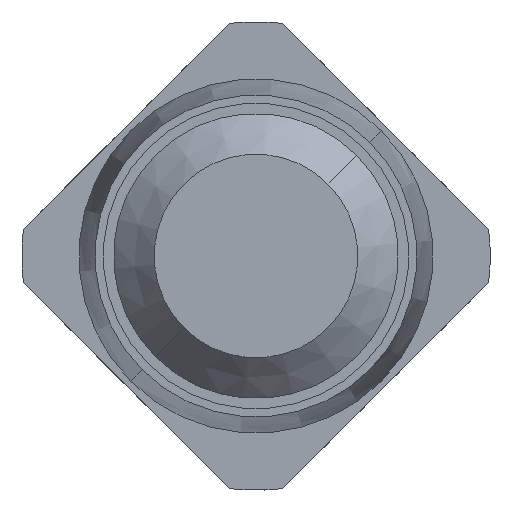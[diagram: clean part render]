
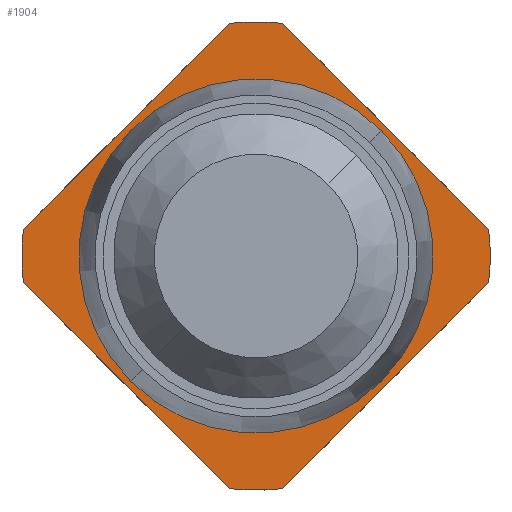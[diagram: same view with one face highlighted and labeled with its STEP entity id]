
A CAD part, front view. The second image highlights one B-rep face of the part: STEP entity #1904.
In plain terms, the highlighted planar face has unit normal (0, -1, 0).
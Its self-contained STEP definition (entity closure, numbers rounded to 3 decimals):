
#5 = FACE_OUTER_BOUND ( 'NONE', #3348, .T. ) ;
#12 = ORIENTED_EDGE ( 'NONE', *, *, #1820, .F. ) ;
#17 = EDGE_CURVE ( 'Defeature ausgef�hrt2_14+Defeature ausgef�hrt2_19+Defeature ausgef�hrt2_19+Defeature ausgef�hrt2_19', #368, #209, #2532, .T. ) ;
#119 = CARTESIAN_POINT ( 'NONE',  ( 0.065, -2.9, -0.571 ) ) ;
#209 = VERTEX_POINT ( 'NONE', #1812 ) ;
#211 = CARTESIAN_POINT ( 'NONE',  ( 0.725, -2.9, -0.088 ) ) ;
#221 = CARTESIAN_POINT ( 'NONE',  ( -0.571, -2.9, -0.065 ) ) ;
#266 = CARTESIAN_POINT ( 'NONE',  ( 0.308, -2.9, 0.308 ) ) ;
#360 = DIRECTION ( 'NONE',  ( 0.707, 0., 0.707 ) ) ;
#367 = CIRCLE ( 'NONE', #1985, 0.435 ) ;
#368 = VERTEX_POINT ( 'NONE', #266 ) ;
#544 = AXIS2_PLACEMENT_3D ( 'NONE', #3751, #4072, #3428 ) ;
#578 = VERTEX_POINT ( 'NONE', #4150 ) ;
#604 = CARTESIAN_POINT ( 'NONE',  ( 0., -2.9, 0. ) ) ;
#695 = VECTOR ( 'NONE', #1817, 1000. ) ;
#717 = DIRECTION ( 'NONE',  ( 0.707, 0., 0.707 ) ) ;
#745 = DIRECTION ( 'NONE',  ( 0., 1., 0. ) ) ;
#839 = LINE ( 'NONE', #1132, #695 ) ;
#842 = CARTESIAN_POINT ( 'NONE',  ( -0.318, -2.9, 0.318 ) ) ;
#858 = AXIS2_PLACEMENT_3D ( 'NONE', #1684, #2696, #717 ) ;
#861 = CARTESIAN_POINT ( 'NONE',  ( 0.088, -2.9, -0.725 ) ) ;
#986 = DIRECTION ( 'NONE',  ( 0.707, 0., 0.707 ) ) ;
#1073 = EDGE_CURVE ( 'Defeature ausgef�hrt2_25+Defeature ausgef�hrt2_14+Defeature ausgef�hrt2_11+Defeature ausgef�hrt2_10', #2938, #1964, #839, .T. ) ;
#1102 = EDGE_CURVE ( 'Defeature ausgef�hrt2_22+Defeature ausgef�hrt2_14+Defeature ausgef�hrt2_13+Defeature ausgef�hrt2_11', #1354, #3549, #3587, .T. ) ;
#1132 = CARTESIAN_POINT ( 'NONE',  ( 0.318, -2.9, -0.318 ) ) ;
#1163 = ORIENTED_EDGE ( 'NONE', *, *, #2026, .F. ) ;
#1189 = DIRECTION ( 'NONE',  ( -0.707, 0., 0.707 ) ) ;
#1294 = EDGE_CURVE ( 'Defeature ausgef�hrt2_13+Defeature ausgef�hrt2_14+Defeature ausgef�hrt2_23+Defeature ausgef�hrt2_22', #3120, #1354, #1363, .T. ) ;
#1332 = CARTESIAN_POINT ( 'NONE',  ( -0.571, -2.9, 0.065 ) ) ;
#1354 = VERTEX_POINT ( 'NONE', #3955 ) ;
#1363 = CIRCLE ( 'NONE', #3995, 0.575 ) ;
#1397 = DIRECTION ( 'NONE',  ( 0., 1., 0. ) ) ;
#1452 = CIRCLE ( 'NONE', #3875, 0.575 ) ;
#1462 = ORIENTED_EDGE ( 'NONE', *, *, #2806, .T. ) ;
#1577 = EDGE_CURVE ( 'Defeature ausgef�hrt2_11+Defeature ausgef�hrt2_14+Defeature ausgef�hrt2_22+Defeature ausgef�hrt2_25', #3549, #2938, #4252, .T. ) ;
#1588 = DIRECTION ( 'NONE',  ( 0.707, 0., 0.707 ) ) ;
#1610 = ORIENTED_EDGE ( 'NONE', *, *, #1722, .F. ) ;
#1684 = CARTESIAN_POINT ( 'NONE',  ( 0.407, -2.9, -0.407 ) ) ;
#1697 = CARTESIAN_POINT ( 'NONE',  ( 0.571, -2.9, 0.065 ) ) ;
#1722 = EDGE_CURVE ( 'Defeature ausgef�hrt2_10+Defeature ausgef�hrt2_14+Defeature ausgef�hrt2_25+Defeature ausgef�hrt2_24', #1964, #578, #1452, .T. ) ;
#1749 = LINE ( 'NONE', #842, #4001 ) ;
#1812 = CARTESIAN_POINT ( 'NONE',  ( -0.308, -2.9, -0.308 ) ) ;
#1817 = DIRECTION ( 'NONE',  ( -0.707, 0., -0.707 ) ) ;
#1820 = EDGE_CURVE ( 'Defeature ausgef�hrt2_12+Defeature ausgef�hrt2_14+Defeature ausgef�hrt2_24+Defeature ausgef�hrt2_23', #2815, #2964, #1963, .T. ) ;
#1904 = ADVANCED_FACE ( 'Defeature ausgef�hrt2_14', ( #3887, #5 ), #3690, .F. ) ;
#1963 = CIRCLE ( 'NONE', #3302, 0.575 ) ;
#1964 = VERTEX_POINT ( 'NONE', #119 ) ;
#1985 = AXIS2_PLACEMENT_3D ( 'NONE', #3969, #2983, #2653 ) ;
#2025 = EDGE_LOOP ( 'NONE', ( #2480, #1462 ) ) ;
#2026 = EDGE_CURVE ( 'Defeature ausgef�hrt2_23+Defeature ausgef�hrt2_14+Defeature ausgef�hrt2_12+Defeature ausgef�hrt2_13', #2964, #3120, #1749, .T. ) ;
#2032 = EDGE_CURVE ( 'Defeature ausgef�hrt2_24+Defeature ausgef�hrt2_14+Defeature ausgef�hrt2_10+Defeature ausgef�hrt2_12', #578, #2815, #4047, .T. ) ;
#2070 = VECTOR ( 'NONE', #2189, 1000. ) ;
#2140 = ORIENTED_EDGE ( 'NONE', *, *, #1577, .F. ) ;
#2177 = DIRECTION ( 'NONE',  ( 0.707, 0., 0.707 ) ) ;
#2189 = DIRECTION ( 'NONE',  ( 0.707, 0., -0.707 ) ) ;
#2341 = CARTESIAN_POINT ( 'NONE',  ( 0., -2.9, 0. ) ) ;
#2404 = ORIENTED_EDGE ( 'NONE', *, *, #1294, .F. ) ;
#2480 = ORIENTED_EDGE ( 'NONE', *, *, #17, .T. ) ;
#2532 = CIRCLE ( 'NONE', #2764, 0.435 ) ;
#2597 = CARTESIAN_POINT ( 'NONE',  ( 0., -2.9, 0. ) ) ;
#2646 = DIRECTION ( 'NONE',  ( 0., 1., 0. ) ) ;
#2649 = CARTESIAN_POINT ( 'NONE',  ( 0.571, -2.9, -0.065 ) ) ;
#2653 = DIRECTION ( 'NONE',  ( 0.707, 0., 0.707 ) ) ;
#2696 = DIRECTION ( 'NONE',  ( 0., 1., 0. ) ) ;
#2764 = AXIS2_PLACEMENT_3D ( 'NONE', #2341, #1397, #360 ) ;
#2806 = EDGE_CURVE ( 'Defeature ausgef�hrt2_14+Defeature ausgef�hrt2_19+Defeature ausgef�hrt2_19+Defeature ausgef�hrt2_19', #209, #368, #367, .T. ) ;
#2815 = VERTEX_POINT ( 'NONE', #221 ) ;
#2938 = VERTEX_POINT ( 'NONE', #2649 ) ;
#2964 = VERTEX_POINT ( 'NONE', #1332 ) ;
#2983 = DIRECTION ( 'NONE',  ( 0., 1., 0. ) ) ;
#3113 = ORIENTED_EDGE ( 'NONE', *, *, #1073, .F. ) ;
#3120 = VERTEX_POINT ( 'NONE', #3409 ) ;
#3245 = ORIENTED_EDGE ( 'NONE', *, *, #2032, .F. ) ;
#3302 = AXIS2_PLACEMENT_3D ( 'NONE', #3680, #745, #4021 ) ;
#3348 = EDGE_LOOP ( 'NONE', ( #3113, #2140, #3925, #2404, #1163, #12, #3245, #1610 ) ) ;
#3409 = CARTESIAN_POINT ( 'NONE',  ( -0.065, -2.9, 0.571 ) ) ;
#3428 = DIRECTION ( 'NONE',  ( 0.707, 0., 0.707 ) ) ;
#3549 = VERTEX_POINT ( 'NONE', #1697 ) ;
#3556 = DIRECTION ( 'NONE',  ( 0., 1., 0. ) ) ;
#3587 = LINE ( 'NONE', #211, #2070 ) ;
#3680 = CARTESIAN_POINT ( 'NONE',  ( 0., -2.9, 0. ) ) ;
#3690 = PLANE ( 'NONE',  #858 ) ;
#3693 = VECTOR ( 'NONE', #1189, 1000. ) ;
#3751 = CARTESIAN_POINT ( 'NONE',  ( 0., -2.9, 0. ) ) ;
#3875 = AXIS2_PLACEMENT_3D ( 'NONE', #2597, #2646, #986 ) ;
#3887 = FACE_BOUND ( 'NONE', #2025, .T. ) ;
#3925 = ORIENTED_EDGE ( 'NONE', *, *, #1102, .F. ) ;
#3955 = CARTESIAN_POINT ( 'NONE',  ( 0.065, -2.9, 0.571 ) ) ;
#3969 = CARTESIAN_POINT ( 'NONE',  ( 0., -2.9, 0. ) ) ;
#3995 = AXIS2_PLACEMENT_3D ( 'NONE', #604, #3556, #1588 ) ;
#4001 = VECTOR ( 'NONE', #2177, 1000. ) ;
#4021 = DIRECTION ( 'NONE',  ( 0.707, 0., 0.707 ) ) ;
#4047 = LINE ( 'NONE', #861, #3693 ) ;
#4072 = DIRECTION ( 'NONE',  ( 0., 1., 0. ) ) ;
#4150 = CARTESIAN_POINT ( 'NONE',  ( -0.065, -2.9, -0.571 ) ) ;
#4252 = CIRCLE ( 'NONE', #544, 0.575 ) ;
